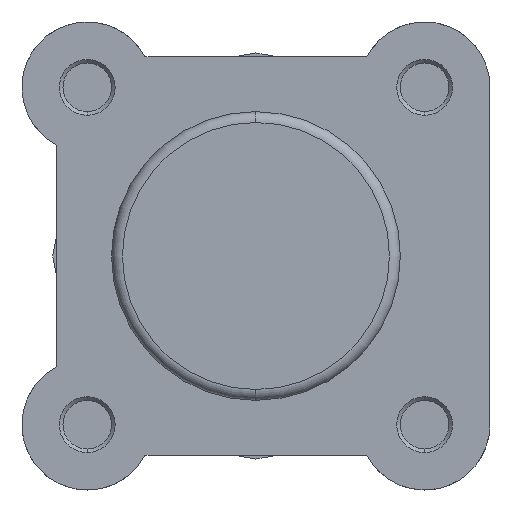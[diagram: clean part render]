
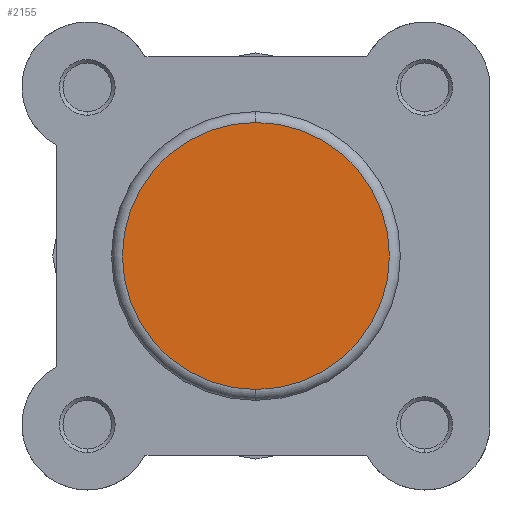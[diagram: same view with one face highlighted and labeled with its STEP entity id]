
A CAD part, left-side view. The second image highlights one B-rep face of the part: STEP entity #2155.
In plain terms, the highlighted planar face has unit normal (-1, 0, 0).
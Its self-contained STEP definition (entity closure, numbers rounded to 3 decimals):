
#843 = AXIS2_PLACEMENT_3D ( 'NONE', #2675, #2684, #2685 ) ;
#1095 = AXIS2_PLACEMENT_3D ( 'NONE', #3620, #3621, #3622 ) ;
#1115 = AXIS2_PLACEMENT_3D ( 'NONE', #3714, #3718, #3719 ) ;
#1545 = FACE_OUTER_BOUND ( 'NONE', #5445, .T. ) ;
#2102 = CIRCLE ( 'NONE', #1095, 18.4 ) ;
#2155 = ADVANCED_FACE ( 'NONE', ( #1545 ), #2668, .F. ) ;
#2516 = EDGE_CURVE ( 'NONE', #4191, #4078, #2102, .T. ) ;
#2553 = EDGE_CURVE ( 'NONE', #4078, #4191, #4733, .T. ) ;
#2668 = PLANE ( 'NONE',  #843 ) ;
#2675 = CARTESIAN_POINT ( 'NONE',  ( 0., 0., 0. ) ) ;
#2684 = DIRECTION ( 'NONE',  ( 1., 0., 0. ) ) ;
#2685 = DIRECTION ( 'NONE',  ( 0., 0., -1. ) ) ;
#3620 = CARTESIAN_POINT ( 'NONE',  ( 0., 0., 0. ) ) ;
#3621 = DIRECTION ( 'NONE',  ( -1., 0., 0. ) ) ;
#3622 = DIRECTION ( 'NONE',  ( 0., 0., -1. ) ) ;
#3714 = CARTESIAN_POINT ( 'NONE',  ( 0., 0., 0. ) ) ;
#3718 = DIRECTION ( 'NONE',  ( -1., 0., 0. ) ) ;
#3719 = DIRECTION ( 'NONE',  ( 0., 0., -1. ) ) ;
#4078 = VERTEX_POINT ( 'NONE', #5024 ) ;
#4191 = VERTEX_POINT ( 'NONE', #5137 ) ;
#4733 = CIRCLE ( 'NONE', #1115, 18.4 ) ;
#4916 = ORIENTED_EDGE ( 'NONE', *, *, #2553, .T. ) ;
#5024 = CARTESIAN_POINT ( 'NONE',  ( 0., 0., -18.4 ) ) ;
#5137 = CARTESIAN_POINT ( 'NONE',  ( 0., 0., 18.4 ) ) ;
#5445 = EDGE_LOOP ( 'NONE', ( #4916, #5746 ) ) ;
#5746 = ORIENTED_EDGE ( 'NONE', *, *, #2516, .T. ) ;
